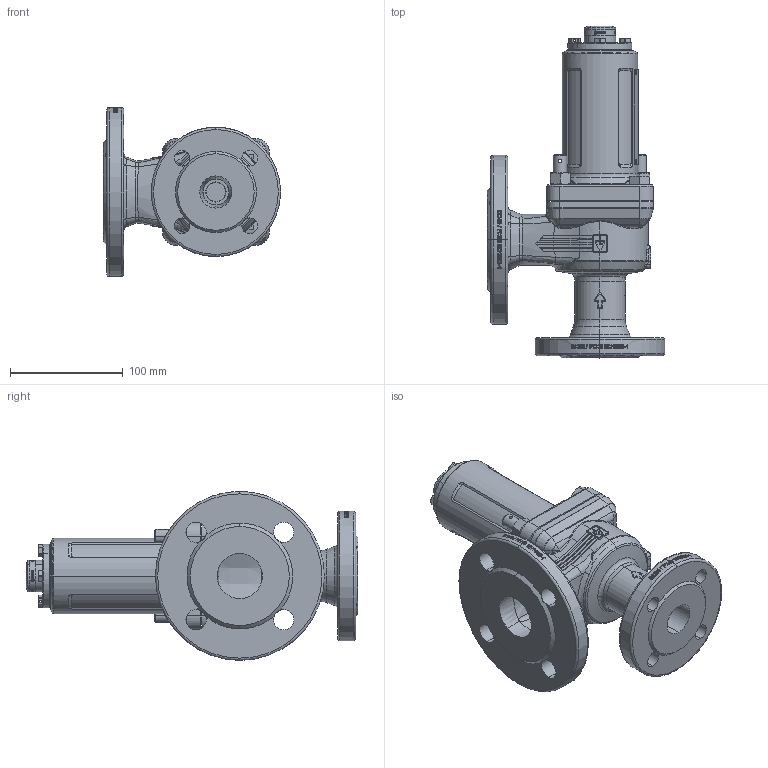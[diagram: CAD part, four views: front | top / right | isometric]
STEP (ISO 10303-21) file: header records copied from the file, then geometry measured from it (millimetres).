
FILE_DESCRIPTION (( 'STEP AP214' ), '1' );
FILE_NAME ('455TGFO_25_FLFL_2540_MD.STEP', '2020-07-08T13:39:48', ( '' ), ( '' ), 'SwSTEP 2.0', 'SolidWorks 2018', '' );
FILE_SCHEMA (( 'AUTOMOTIVE_DESIGN' ));
Length unit declared in the file: millimetre
Products named in the file (2): 455TGFO_25_FLFL_2540_MD
Bounding box: 157.5 x 295 x 150 mm (x, y, z)
Volume: 849373.2 mm3; surface area: 247884.5 mm2
Topology: 15 solids, 15 shells, 1671 faces, 4709 edges, 3227 vertices
Faces by surface type: bspline 536, plane 464, cylinder 439, cone 156, torus 65, sphere 11
Entity records: 134655 total; most frequent: CARTESIAN_POINT 76561, ORIENTED_EDGE 9358, DIRECTION 6633, EDGE_CURVE 4679, VERTEX_POINT 3226, AXIS2_PLACEMENT_3D 2630, EDGE_LOOP 1919, B_SPLINE_CURVE_WITH_KNOTS 1795
